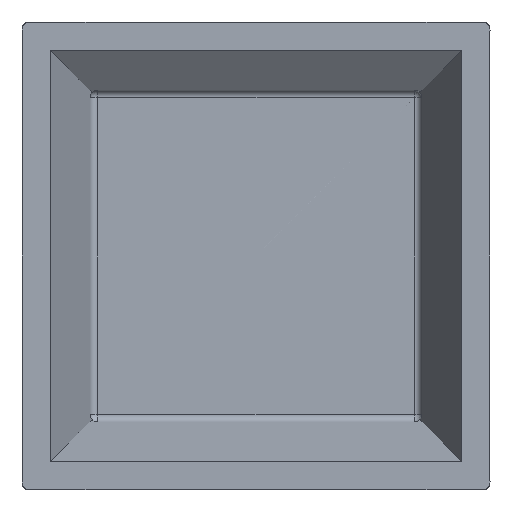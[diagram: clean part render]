
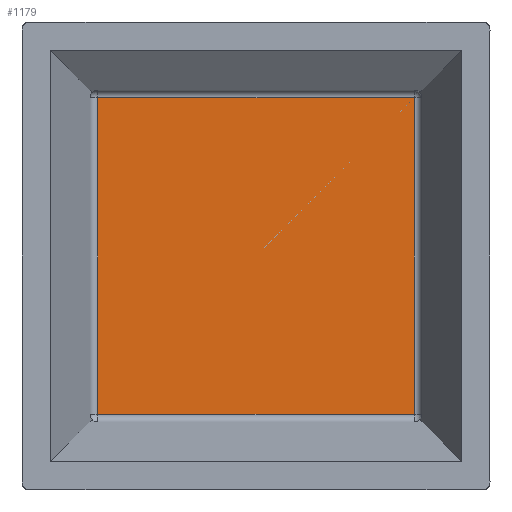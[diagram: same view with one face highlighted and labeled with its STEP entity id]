
A CAD part, front view. The second image highlights one B-rep face of the part: STEP entity #1179.
In plain terms, the highlighted planar face has unit normal (0, -1, 0).
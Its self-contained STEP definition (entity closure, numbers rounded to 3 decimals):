
#260 = EDGE_CURVE ( 'NONE', #2665, #4165, #445, .T. ) ;
#302 = CARTESIAN_POINT ( 'NONE',  ( 0., 5.9, 6.2 ) ) ;
#375 = VERTEX_POINT ( 'NONE', #1149 ) ;
#445 = LINE ( 'NONE', #3489, #3296 ) ;
#889 = EDGE_LOOP ( 'NONE', ( #3117, #3400, #1487, #1534 ) ) ;
#1016 = FACE_OUTER_BOUND ( 'NONE', #889, .T. ) ;
#1107 = DIRECTION ( 'NONE',  ( 1., 0., 0. ) ) ;
#1145 = CARTESIAN_POINT ( 'NONE',  ( 6.2, 5.9, 0. ) ) ;
#1149 = CARTESIAN_POINT ( 'NONE',  ( 6.2, 5.9, 6.2 ) ) ;
#1179 = ADVANCED_FACE ( 'NONE', ( #1016 ), #2895, .T. ) ;
#1289 = LINE ( 'NONE', #3995, #1810 ) ;
#1395 = CARTESIAN_POINT ( 'NONE',  ( 0., 5.9, 0. ) ) ;
#1487 = ORIENTED_EDGE ( 'NONE', *, *, #2605, .T. ) ;
#1534 = ORIENTED_EDGE ( 'NONE', *, *, #2766, .T. ) ;
#1793 = CARTESIAN_POINT ( 'NONE',  ( 6.2, 5.9, -6.2 ) ) ;
#1810 = VECTOR ( 'NONE', #4262, 1000. ) ;
#1910 = EDGE_CURVE ( 'NONE', #2218, #2665, #1289, .T. ) ;
#2026 = DIRECTION ( 'NONE',  ( -1., 0., 0. ) ) ;
#2218 = VERTEX_POINT ( 'NONE', #3591 ) ;
#2605 = EDGE_CURVE ( 'NONE', #4165, #375, #4162, .T. ) ;
#2665 = VERTEX_POINT ( 'NONE', #3263 ) ;
#2766 = EDGE_CURVE ( 'NONE', #375, #2218, #3662, .T. ) ;
#2791 = VECTOR ( 'NONE', #2026, 1000. ) ;
#2895 = PLANE ( 'NONE',  #3505 ) ;
#3003 = DIRECTION ( 'NONE',  ( 0., -1., 0. ) ) ;
#3078 = VECTOR ( 'NONE', #3463, 1000. ) ;
#3117 = ORIENTED_EDGE ( 'NONE', *, *, #1910, .T. ) ;
#3263 = CARTESIAN_POINT ( 'NONE',  ( -6.2, 5.9, -6.2 ) ) ;
#3296 = VECTOR ( 'NONE', #1107, 1000. ) ;
#3400 = ORIENTED_EDGE ( 'NONE', *, *, #260, .T. ) ;
#3463 = DIRECTION ( 'NONE',  ( 0., 0., 1. ) ) ;
#3489 = CARTESIAN_POINT ( 'NONE',  ( 0., 5.9, -6.2 ) ) ;
#3505 = AXIS2_PLACEMENT_3D ( 'NONE', #1395, #3003, #4072 ) ;
#3591 = CARTESIAN_POINT ( 'NONE',  ( -6.2, 5.9, 6.2 ) ) ;
#3662 = LINE ( 'NONE', #302, #2791 ) ;
#3995 = CARTESIAN_POINT ( 'NONE',  ( -6.2, 5.9, 0. ) ) ;
#4072 = DIRECTION ( 'NONE',  ( 1., 0., 0. ) ) ;
#4162 = LINE ( 'NONE', #1145, #3078 ) ;
#4165 = VERTEX_POINT ( 'NONE', #1793 ) ;
#4262 = DIRECTION ( 'NONE',  ( 0., 0., -1. ) ) ;
